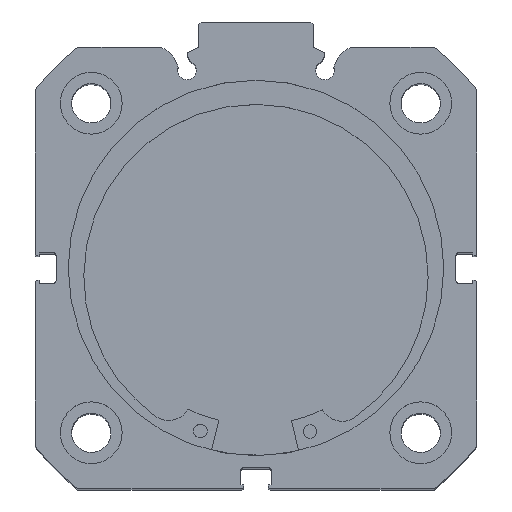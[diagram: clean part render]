
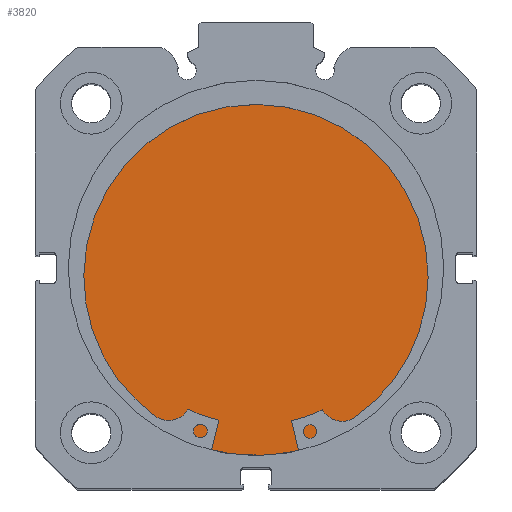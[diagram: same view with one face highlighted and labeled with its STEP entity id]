
A CAD part, top view. The second image highlights one B-rep face of the part: STEP entity #3820.
In plain terms, the highlighted face is planar.
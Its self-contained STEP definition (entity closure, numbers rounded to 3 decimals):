
#242 = DIRECTION ( 'NONE',  ( 0., 0., 1. ) ) ;
#243 = DIRECTION ( 'NONE',  ( -1., 0., 0. ) ) ;
#247 = PLANE ( 'NONE',  #4585 ) ;
#248 = CARTESIAN_POINT ( 'NONE',  ( 12., 41., 0. ) ) ;
#655 = CARTESIAN_POINT ( 'NONE',  ( 12., 0., 0. ) ) ;
#660 = DIRECTION ( 'NONE',  ( -1., 0., 0. ) ) ;
#661 = DIRECTION ( 'NONE',  ( 0., 0., 1. ) ) ;
#677 = CARTESIAN_POINT ( 'NONE',  ( 12., 0., 0. ) ) ;
#683 = DIRECTION ( 'NONE',  ( -1., 0., 0. ) ) ;
#684 = DIRECTION ( 'NONE',  ( 0., 0., 1. ) ) ;
#1123 = EDGE_LOOP ( 'NONE', ( #2202, #2201 ) ) ;
#1507 = CARTESIAN_POINT ( 'NONE',  ( 12., 0., 41. ) ) ;
#1508 = CARTESIAN_POINT ( 'NONE',  ( 12., 0., -41. ) ) ;
#2201 = ORIENTED_EDGE ( 'NONE', *, *, #4411, .F. ) ;
#2202 = ORIENTED_EDGE ( 'NONE', *, *, #4402, .F. ) ;
#2452 = FACE_OUTER_BOUND ( 'NONE', #1123, .T. ) ;
#3196 = VERTEX_POINT ( 'NONE', #1508 ) ;
#3197 = VERTEX_POINT ( 'NONE', #1507 ) ;
#3820 = ADVANCED_FACE ( 'NONE', ( #2452 ), #247, .F. ) ;
#4402 = EDGE_CURVE ( 'NONE', #3197, #3196, #6718, .T. ) ;
#4411 = EDGE_CURVE ( 'NONE', #3196, #3197, #6728, .T. ) ;
#4585 = AXIS2_PLACEMENT_3D ( 'NONE', #248, #243, #242 ) ;
#4932 = AXIS2_PLACEMENT_3D ( 'NONE', #655, #660, #661 ) ;
#4938 = AXIS2_PLACEMENT_3D ( 'NONE', #677, #683, #684 ) ;
#6718 = CIRCLE ( 'NONE', #4932, 41. ) ;
#6728 = CIRCLE ( 'NONE', #4938, 41. ) ;
